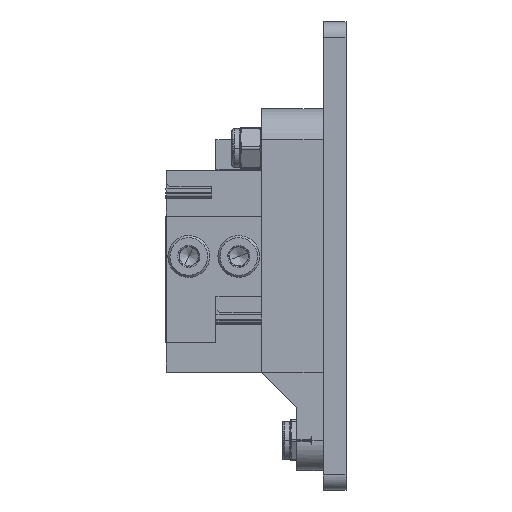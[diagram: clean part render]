
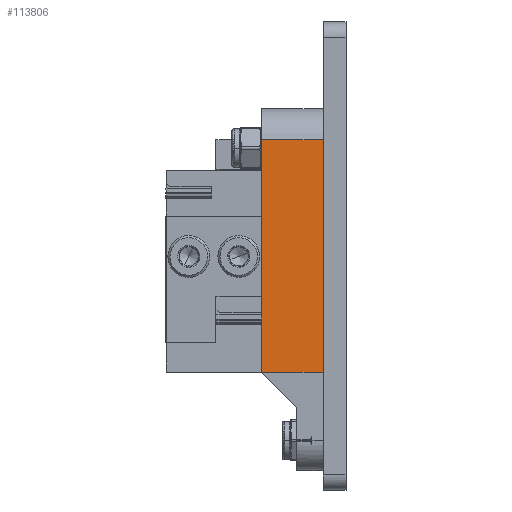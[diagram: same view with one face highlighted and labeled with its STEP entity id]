
A CAD part, left-side view. The second image highlights one B-rep face of the part: STEP entity #113806.
In plain terms, the highlighted free-form (B-spline) face has degree [1, 1] with [2, 2] control points.
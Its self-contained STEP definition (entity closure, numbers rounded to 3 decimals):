
#95758 = VERTEX_POINT('',#95759);
#95759 = CARTESIAN_POINT('',(5.054,35.63,
    65.496));
#95775 = VERTEX_POINT('',#95776);
#95776 = CARTESIAN_POINT('',(5.054,43.366,
    65.496));
#95782 = EDGE_CURVE('',#95758,#95775,#95783,.T.);
#95783 = B_SPLINE_CURVE_WITH_KNOTS('',1,(#95784,#95785),.UNSPECIFIED.,
  .F.,.F.,(2,2),(-8.12,-0.),.PIECEWISE_BEZIER_KNOTS.);
#95784 = CARTESIAN_POINT('',(5.054,35.63,
    65.496));
#95785 = CARTESIAN_POINT('',(5.054,43.366,
    65.496));
#96020 = VERTEX_POINT('',#96021);
#96021 = CARTESIAN_POINT('',(5.054,43.366,
    36.323));
#96026 = EDGE_CURVE('',#95775,#96020,#96027,.T.);
#96027 = B_SPLINE_CURVE_WITH_KNOTS('',1,(#96028,#96029),.UNSPECIFIED.,
  .F.,.F.,(2,2),(-30.62,0.),.PIECEWISE_BEZIER_KNOTS.);
#96028 = CARTESIAN_POINT('',(5.054,43.366,
    65.496));
#96029 = CARTESIAN_POINT('',(5.054,43.366,
    36.323));
#98266 = VERTEX_POINT('',#98267);
#98267 = CARTESIAN_POINT('',(5.054,35.63,
    36.323));
#98272 = EDGE_CURVE('',#96020,#98266,#98273,.T.);
#98273 = B_SPLINE_CURVE_WITH_KNOTS('',1,(#98274,#98275),.UNSPECIFIED.,
  .F.,.F.,(2,2),(0.,8.12),.PIECEWISE_BEZIER_KNOTS.);
#98274 = CARTESIAN_POINT('',(5.054,43.366,
    36.323));
#98275 = CARTESIAN_POINT('',(5.054,35.63,
    36.323));
#113738 = EDGE_CURVE('',#98266,#95758,#113739,.T.);
#113739 = B_SPLINE_CURVE_WITH_KNOTS('',1,(#113740,#113741),
  .UNSPECIFIED.,.F.,.F.,(2,2),(0.,30.62),.PIECEWISE_BEZIER_KNOTS.);
#113740 = CARTESIAN_POINT('',(5.054,35.63,
    36.323));
#113741 = CARTESIAN_POINT('',(5.054,35.63,
    65.496));
#113806 = ADVANCED_FACE('',(#113807),#113813,.T.);
#113807 = FACE_BOUND('',#113808,.T.);
#113808 = EDGE_LOOP('',(#113809,#113810,#113811,#113812));
#113809 = ORIENTED_EDGE('',*,*,#98272,.T.);
#113810 = ORIENTED_EDGE('',*,*,#113738,.T.);
#113811 = ORIENTED_EDGE('',*,*,#95782,.T.);
#113812 = ORIENTED_EDGE('',*,*,#96026,.T.);
#113813 = B_SPLINE_SURFACE_WITH_KNOTS('',1,1,(
    (#113814,#113815)
    ,(#113816,#113817
    )),.UNSPECIFIED.,.F.,.F.,.F.,(2,2),(2,2),(-29.669,
    0.951),(6.,14.12),.PIECEWISE_BEZIER_KNOTS.);
#113814 = CARTESIAN_POINT('',(5.054,43.366,
    65.496));
#113815 = CARTESIAN_POINT('',(5.054,35.63,
    65.496));
#113816 = CARTESIAN_POINT('',(5.054,43.366,
    36.323));
#113817 = CARTESIAN_POINT('',(5.054,35.63,
    36.323));
